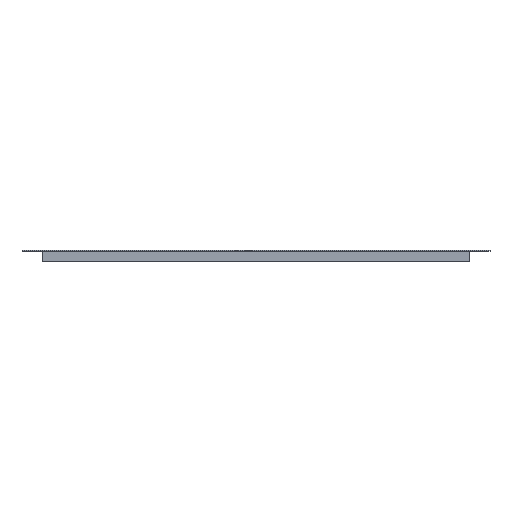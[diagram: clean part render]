
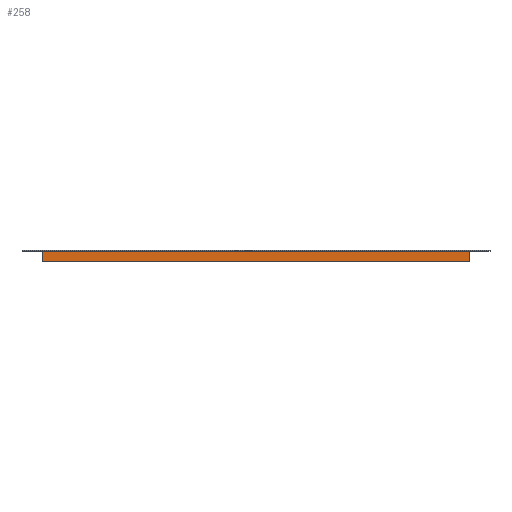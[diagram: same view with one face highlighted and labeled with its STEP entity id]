
A CAD part, front view. The second image highlights one B-rep face of the part: STEP entity #258.
In plain terms, the highlighted planar face has unit normal (0, -1, 0).
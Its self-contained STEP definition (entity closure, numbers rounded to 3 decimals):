
#20 = EDGE_LOOP ( 'NONE', ( #51, #83, #104, #168, #178, #206, #219, #254 ) ) ;
#39 = DIRECTION ( 'NONE',  ( 0., 0., 1. ) ) ;
#42 = FACE_OUTER_BOUND ( 'NONE', #20, .T. ) ;
#43 = DIRECTION ( 'NONE',  ( 0., 1., 0. ) ) ;
#50 = CARTESIAN_POINT ( 'NONE',  ( 294., -248.5, 0. ) ) ;
#51 = ORIENTED_EDGE ( 'NONE', *, *, #749, .T. ) ;
#74 = PLANE ( 'NONE',  #1048 ) ;
#83 = ORIENTED_EDGE ( 'NONE', *, *, #690, .T. ) ;
#95 = VECTOR ( 'NONE', #1044, 1000. ) ;
#98 = EDGE_CURVE ( 'NONE', #528, #597, #364, .T. ) ;
#104 = ORIENTED_EDGE ( 'NONE', *, *, #98, .F. ) ;
#113 = EDGE_CURVE ( 'NONE', #594, #641, #293, .T. ) ;
#168 = ORIENTED_EDGE ( 'NONE', *, *, #842, .T. ) ;
#170 = VECTOR ( 'NONE', #1053, 1000. ) ;
#178 = ORIENTED_EDGE ( 'NONE', *, *, #113, .T. ) ;
#196 = LINE ( 'NONE', #1050, #95 ) ;
#206 = ORIENTED_EDGE ( 'NONE', *, *, #728, .T. ) ;
#219 = ORIENTED_EDGE ( 'NONE', *, *, #629, .T. ) ;
#224 = CARTESIAN_POINT ( 'NONE',  ( 294., -248.5, -15. ) ) ;
#254 = ORIENTED_EDGE ( 'NONE', *, *, #611, .F. ) ;
#258 = ADVANCED_FACE ( 'NONE', ( #42 ), #74, .F. ) ;
#261 = VECTOR ( 'NONE', #649, 1000. ) ;
#273 = LINE ( 'NONE', #693, #261 ) ;
#293 = LINE ( 'NONE', #380, #376 ) ;
#364 = LINE ( 'NONE', #476, #402 ) ;
#373 = DIRECTION ( 'NONE',  ( 0., 0., -1. ) ) ;
#376 = VECTOR ( 'NONE', #373, 1000. ) ;
#380 = CARTESIAN_POINT ( 'NONE',  ( -294., -248.5, 0. ) ) ;
#390 = CARTESIAN_POINT ( 'NONE',  ( -268., -248.5, -15. ) ) ;
#391 = LINE ( 'NONE', #224, #170 ) ;
#392 = CARTESIAN_POINT ( 'NONE',  ( 294., -248.5, -1.5 ) ) ;
#402 = VECTOR ( 'NONE', #475, 1000. ) ;
#475 = DIRECTION ( 'NONE',  ( 0., 0., -1. ) ) ;
#476 = CARTESIAN_POINT ( 'NONE',  ( 294., -248.5, 0. ) ) ;
#487 = VERTEX_POINT ( 'NONE', #950 ) ;
#500 = VERTEX_POINT ( 'NONE', #941 ) ;
#509 = VECTOR ( 'NONE', #836, 1000. ) ;
#518 = CARTESIAN_POINT ( 'NONE',  ( -294., -248.5, 0. ) ) ;
#521 = LINE ( 'NONE', #867, #509 ) ;
#528 = VERTEX_POINT ( 'NONE', #883 ) ;
#594 = VERTEX_POINT ( 'NONE', #518 ) ;
#597 = VERTEX_POINT ( 'NONE', #392 ) ;
#600 = VECTOR ( 'NONE', #886, 1000. ) ;
#606 = VERTEX_POINT ( 'NONE', #390 ) ;
#611 = EDGE_CURVE ( 'NONE', #487, #606, #391, .T. ) ;
#629 = EDGE_CURVE ( 'NONE', #659, #606, #196, .T. ) ;
#641 = VERTEX_POINT ( 'NONE', #1046 ) ;
#649 = DIRECTION ( 'NONE',  ( -1., 0., 0. ) ) ;
#659 = VERTEX_POINT ( 'NONE', #987 ) ;
#690 = EDGE_CURVE ( 'NONE', #500, #597, #793, .T. ) ;
#693 = CARTESIAN_POINT ( 'NONE',  ( 294., -248.5, 0. ) ) ;
#694 = LINE ( 'NONE', #892, #600 ) ;
#728 = EDGE_CURVE ( 'NONE', #641, #659, #694, .T. ) ;
#749 = EDGE_CURVE ( 'NONE', #487, #500, #521, .T. ) ;
#777 = VECTOR ( 'NONE', #952, 1000. ) ;
#793 = LINE ( 'NONE', #985, #777 ) ;
#836 = DIRECTION ( 'NONE',  ( 0., 0., 1. ) ) ;
#842 = EDGE_CURVE ( 'NONE', #528, #594, #273, .T. ) ;
#867 = CARTESIAN_POINT ( 'NONE',  ( 268., -248.5, -15. ) ) ;
#883 = CARTESIAN_POINT ( 'NONE',  ( 294., -248.5, 0. ) ) ;
#886 = DIRECTION ( 'NONE',  ( 1., 0., 0. ) ) ;
#892 = CARTESIAN_POINT ( 'NONE',  ( -294., -248.5, -1.5 ) ) ;
#941 = CARTESIAN_POINT ( 'NONE',  ( 268., -248.5, -1.5 ) ) ;
#950 = CARTESIAN_POINT ( 'NONE',  ( 268., -248.5, -15. ) ) ;
#952 = DIRECTION ( 'NONE',  ( 1., 0., 0. ) ) ;
#985 = CARTESIAN_POINT ( 'NONE',  ( 294., -248.5, -1.5 ) ) ;
#987 = CARTESIAN_POINT ( 'NONE',  ( -268., -248.5, -1.5 ) ) ;
#1044 = DIRECTION ( 'NONE',  ( 0., 0., -1. ) ) ;
#1046 = CARTESIAN_POINT ( 'NONE',  ( -294., -248.5, -1.5 ) ) ;
#1048 = AXIS2_PLACEMENT_3D ( 'NONE', #50, #43, #39 ) ;
#1050 = CARTESIAN_POINT ( 'NONE',  ( -268., -248.5, -15. ) ) ;
#1053 = DIRECTION ( 'NONE',  ( -1., 0., 0. ) ) ;
